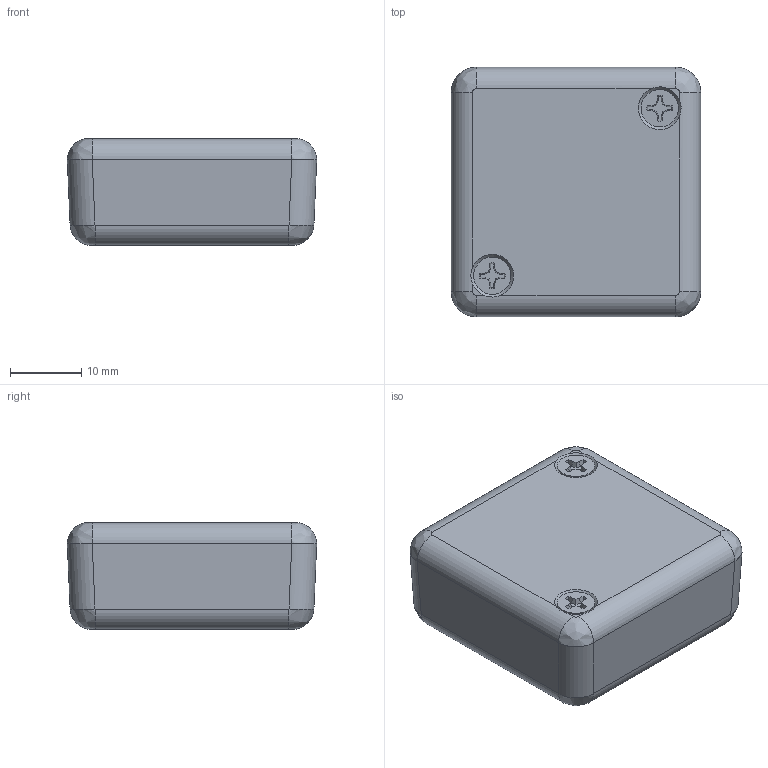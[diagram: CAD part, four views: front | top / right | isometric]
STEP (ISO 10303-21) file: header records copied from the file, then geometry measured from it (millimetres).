
FILE_DESCRIPTION(/* description */ (''),/* implementation_level */ '2;1');
FILE_NAME(/* name */ '1551N.iam.stp',/* time_stamp */ '2015-12-21T16:12:45-05:00',/* author */ ('rboehler'),/* organization */ (''),/* preprocessor_version */ 'ST-DEVELOPER v16.1',/* originating_system */ 'Autodesk Inventor 2016',/* authorisation */ '');
FILE_SCHEMA (('AUTOMOTIVE_DESIGN { 1 0 10303 214 3 1 1 }'));
Products named in the file (5): 1551N Box; 1551M-N Lid; 1551M-N PCB; #11358; 1551N
Assembly tree (3 placements, depth 2):
  #11358
  1551N
    1551N Box
    1551M-N Lid
    1551M-N PCB
Bounding box: 35 x 35 x 15 mm (x, y, z)
Volume: 8718 mm3; surface area: 10706.5 mm2
Topology: 5 solids, 5 shells, 363 faces, 943 edges, 616 vertices
Faces by surface type: plane 219, bspline 62, cylinder 40, cone 34, torus 8
Full cylindrical faces by diameter (mm): 1.5 x2, 2.5 x4, 2.946 x2, 3.5 x2, 5.232 x2
Entity records: 11332 total; most frequent: CARTESIAN_POINT 3454, ORIENTED_EDGE 1688, DIRECTION 1432, EDGE_CURVE 844, VERTEX_POINT 563, LINE 534, VECTOR 534, AXIS2_PLACEMENT_3D 449
